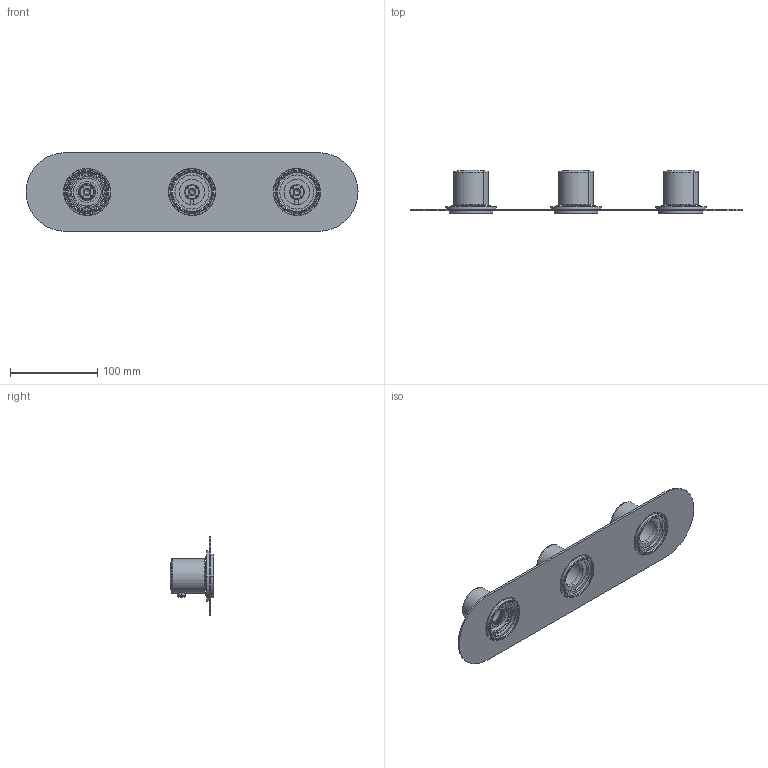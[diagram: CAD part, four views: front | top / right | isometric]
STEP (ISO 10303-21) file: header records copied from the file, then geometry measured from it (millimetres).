
FILE_DESCRIPTION(('CATIA V5 STEP Exchange','CAx-IF Rec.Pracs.--- Model Styling and Organization---1.5--- 2016-08-15','CAx-IF Rec.Pracs.---Supplemental Geometry---1.0---2011-11-01','CAx-IF Rec.Pracs.--- Composite Materials ---3.4---2017-06-13','CAx-IF Rec.Pracs.---Tessellated 3D Geometry---1.0---2015-12-17'),'2;1');
FILE_NAME('SM8R120021.stp','2021-11-24T08:49:57+00:00',('none'),('none'),'CATIA Version 5-6 Release 2020 SP2','CATIA V5 STEP AP242 v2','none');
FILE_SCHEMA(('AP242_MANAGED_MODEL_BASED_3D_ENGINEERING_MIM_LF {1 0 10303 442 1 1 4}'));
Length unit declared in the file: millimetre
Products named in the file (5): Product1; E-PPI.116; E-P32148; SM01V200; SM01V200 chiusura
Assembly tree (7 placements, depth 2):
  Product1
    E-PPI.116
    E-P32148  x3
    SM01V200
    SM01V200 chiusura  x2
Bounding box: 380 x 50.3 x 90 mm (x, y, z)
Volume: 154810.8 mm3; surface area: 124972.1 mm2
Topology: 12 solids, 22 shells, 1658 faces, 5217 edges, 3333 vertices
Faces by surface type: plane 1017, cylinder 366, torus 162, cone 84, sphere 24, bspline 5
Entity records: 42195 total; most frequent: CARTESIAN_POINT 12850, ORIENTED_EDGE 7390, DIRECTION 4177, EDGE_CURVE 3703, VERTEX_POINT 2375, VECTOR 2036, LINE 2036, AXIS2_PLACEMENT_3D 1548
